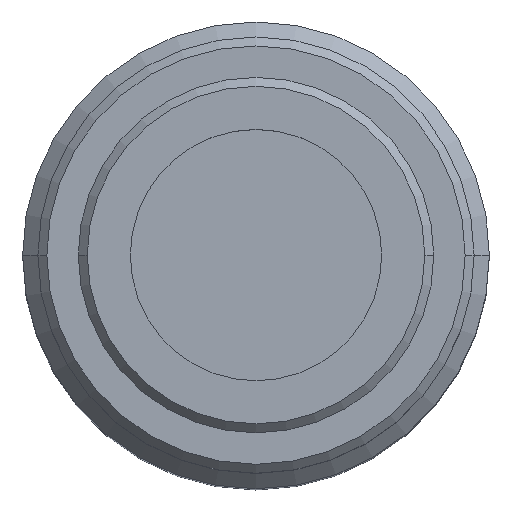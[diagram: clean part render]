
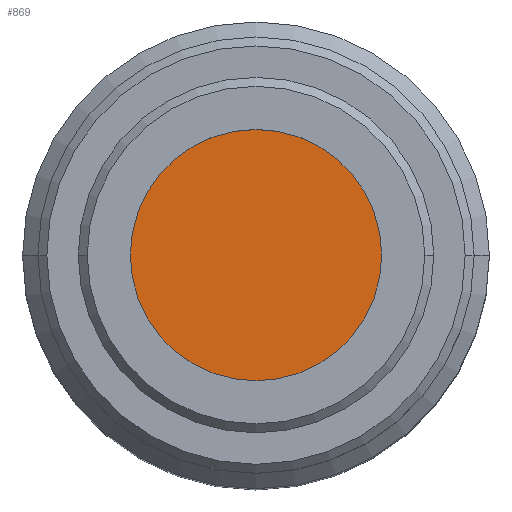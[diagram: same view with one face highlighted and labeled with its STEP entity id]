
A CAD part, top view. The second image highlights one B-rep face of the part: STEP entity #869.
In plain terms, the highlighted planar face has unit normal (0, 0, 1).
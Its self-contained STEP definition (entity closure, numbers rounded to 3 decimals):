
#96 = CIRCLE ( 'NONE', #2161, 7. ) ;
#211 = CIRCLE ( 'NONE', #2204, 7. ) ;
#234 = FACE_OUTER_BOUND ( 'NONE', #1567, .T. ) ;
#370 = CARTESIAN_POINT ( 'NONE',  ( 0., 0., 47.65 ) ) ;
#371 = DIRECTION ( 'NONE',  ( 0., 0., 1. ) ) ;
#372 = DIRECTION ( 'NONE',  ( 1., 0., 0. ) ) ;
#754 = EDGE_CURVE ( 'NONE', #1640, #1660, #96, .T. ) ;
#838 = EDGE_CURVE ( 'NONE', #1660, #1640, #211, .T. ) ;
#869 = ADVANCED_FACE ( 'NONE', ( #234 ), #1153, .T. ) ;
#1102 = CARTESIAN_POINT ( 'NONE',  ( 0., 0., 47.65 ) ) ;
#1103 = DIRECTION ( 'NONE',  ( 0., 0., 1. ) ) ;
#1104 = DIRECTION ( 'NONE',  ( 1., 0., 0. ) ) ;
#1150 = CARTESIAN_POINT ( 'NONE',  ( 0., 0., 47.65 ) ) ;
#1153 = PLANE ( 'NONE',  #2218 ) ;
#1155 = DIRECTION ( 'NONE',  ( 0., 0., 1. ) ) ;
#1156 = DIRECTION ( 'NONE',  ( 1., 0., 0. ) ) ;
#1567 = EDGE_LOOP ( 'NONE', ( #1675, #1705 ) ) ;
#1640 = VERTEX_POINT ( 'NONE', #2505 ) ;
#1660 = VERTEX_POINT ( 'NONE', #2525 ) ;
#1675 = ORIENTED_EDGE ( 'NONE', *, *, #838, .T. ) ;
#1705 = ORIENTED_EDGE ( 'NONE', *, *, #754, .T. ) ;
#2161 = AXIS2_PLACEMENT_3D ( 'NONE', #370, #371, #372 ) ;
#2204 = AXIS2_PLACEMENT_3D ( 'NONE', #1102, #1103, #1104 ) ;
#2218 = AXIS2_PLACEMENT_3D ( 'NONE', #1150, #1155, #1156 ) ;
#2505 = CARTESIAN_POINT ( 'NONE',  ( -7., 0., 47.65 ) ) ;
#2525 = CARTESIAN_POINT ( 'NONE',  ( 7., 0., 47.65 ) ) ;
